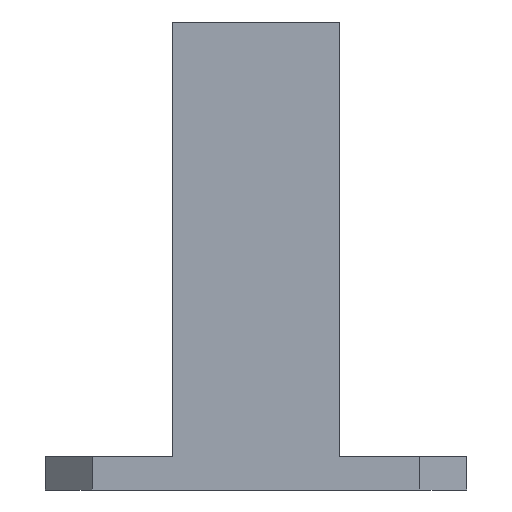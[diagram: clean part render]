
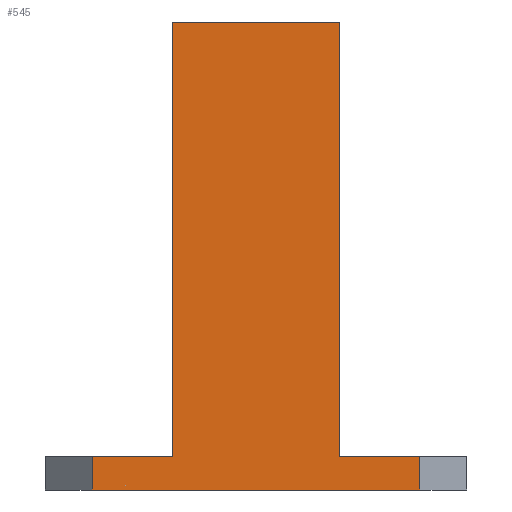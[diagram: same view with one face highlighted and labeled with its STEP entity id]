
A CAD part, left-side view. The second image highlights one B-rep face of the part: STEP entity #545.
In plain terms, the highlighted planar face has unit normal (-1, 0, 0).
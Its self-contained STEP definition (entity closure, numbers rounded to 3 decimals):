
#545 = ADVANCED_FACE( '', ( #2387 ), #2388, .F. );
#2387 = FACE_OUTER_BOUND( '', #4538, .T. );
#2388 = PLANE( '', #4539 );
#4538 = EDGE_LOOP( '', ( #8395, #8396, #8397, #8398, #8399, #8400, #8401, #8402 ) );
#4539 = AXIS2_PLACEMENT_3D( '', #8403, #8404, #8405 );
#8395 = ORIENTED_EDGE( '', *, *, #10836, .F. );
#8396 = ORIENTED_EDGE( '', *, *, #10323, .T. );
#8397 = ORIENTED_EDGE( '', *, *, #10808, .T. );
#8398 = ORIENTED_EDGE( '', *, *, #9681, .T. );
#8399 = ORIENTED_EDGE( '', *, *, #10837, .F. );
#8400 = ORIENTED_EDGE( '', *, *, #10734, .F. );
#8401 = ORIENTED_EDGE( '', *, *, #10835, .F. );
#8402 = ORIENTED_EDGE( '', *, *, #10791, .T. );
#8403 = CARTESIAN_POINT( '', ( -315., 315., 50. ) );
#8404 = DIRECTION( '', ( 1., 0., 0. ) );
#8405 = DIRECTION( '', ( 0., 1., 0. ) );
#9681 = EDGE_CURVE( '', #11097, #11094, #11098, .T. );
#10323 = EDGE_CURVE( '', #12219, #12223, #12225, .T. );
#10734 = EDGE_CURVE( '', #12833, #12835, #12836, .T. );
#10791 = EDGE_CURVE( '', #12948, #12949, #12950, .T. );
#10808 = EDGE_CURVE( '', #12223, #11097, #12980, .T. );
#10835 = EDGE_CURVE( '', #12948, #12833, #13029, .T. );
#10836 = EDGE_CURVE( '', #12219, #12949, #13030, .T. );
#10837 = EDGE_CURVE( '', #12835, #11094, #13031, .T. );
#11094 = VERTEX_POINT( '', #13338 );
#11097 = VERTEX_POINT( '', #13342 );
#11098 = LINE( '', #13343, #13344 );
#12219 = VERTEX_POINT( '', #15955 );
#12223 = VERTEX_POINT( '', #15961 );
#12225 = LINE( '', #15964, #15965 );
#12833 = VERTEX_POINT( '', #17631 );
#12835 = VERTEX_POINT( '', #17634 );
#12836 = LINE( '', #17635, #17636 );
#12948 = VERTEX_POINT( '', #17749 );
#12949 = VERTEX_POINT( '', #17750 );
#12950 = LINE( '', #17751, #17752 );
#12980 = LINE( '', #17791, #17792 );
#13029 = LINE( '', #17859, #17860 );
#13030 = LINE( '', #17861, #17862 );
#13031 = LINE( '', #17863, #17864 );
#13338 = CARTESIAN_POINT( '', ( -315., -245., 50. ) );
#13342 = CARTESIAN_POINT( '', ( -315., -245., 0. ) );
#13343 = CARTESIAN_POINT( '', ( -315., -245., 50. ) );
#13344 = VECTOR( '', #18340, 1000. );
#15955 = CARTESIAN_POINT( '', ( -315., 245., 50. ) );
#15961 = CARTESIAN_POINT( '', ( -315., 245., 0. ) );
#15964 = CARTESIAN_POINT( '', ( -315., 245., 50. ) );
#15965 = VECTOR( '', #19699, 1000. );
#17631 = CARTESIAN_POINT( '', ( -315., -125., 700. ) );
#17634 = CARTESIAN_POINT( '', ( -315., -125., 50. ) );
#17635 = CARTESIAN_POINT( '', ( -315., -125., 700. ) );
#17636 = VECTOR( '', #20597, 1000. );
#17749 = CARTESIAN_POINT( '', ( -315., 125., 700. ) );
#17750 = CARTESIAN_POINT( '', ( -315., 125., 50. ) );
#17751 = CARTESIAN_POINT( '', ( -315., 125., 700. ) );
#17752 = VECTOR( '', #20764, 1000. );
#17791 = CARTESIAN_POINT( '', ( -315., 315., 0. ) );
#17792 = VECTOR( '', #20795, 1000. );
#17859 = CARTESIAN_POINT( '', ( -315., 125., 700. ) );
#17860 = VECTOR( '', #20838, 1000. );
#17861 = CARTESIAN_POINT( '', ( -315., 315., 50. ) );
#17862 = VECTOR( '', #20839, 1000. );
#17863 = CARTESIAN_POINT( '', ( -315., 315., 50. ) );
#17864 = VECTOR( '', #20840, 1000. );
#18340 = DIRECTION( '', ( 0., 0., 1. ) );
#19699 = DIRECTION( '', ( 0., 0., -1. ) );
#20597 = DIRECTION( '', ( 0., 0., -1. ) );
#20764 = DIRECTION( '', ( 0., 0., -1. ) );
#20795 = DIRECTION( '', ( 0., -1., 0. ) );
#20838 = DIRECTION( '', ( 0., -1., 0. ) );
#20839 = DIRECTION( '', ( 0., -1., 0. ) );
#20840 = DIRECTION( '', ( 0., -1., 0. ) );
